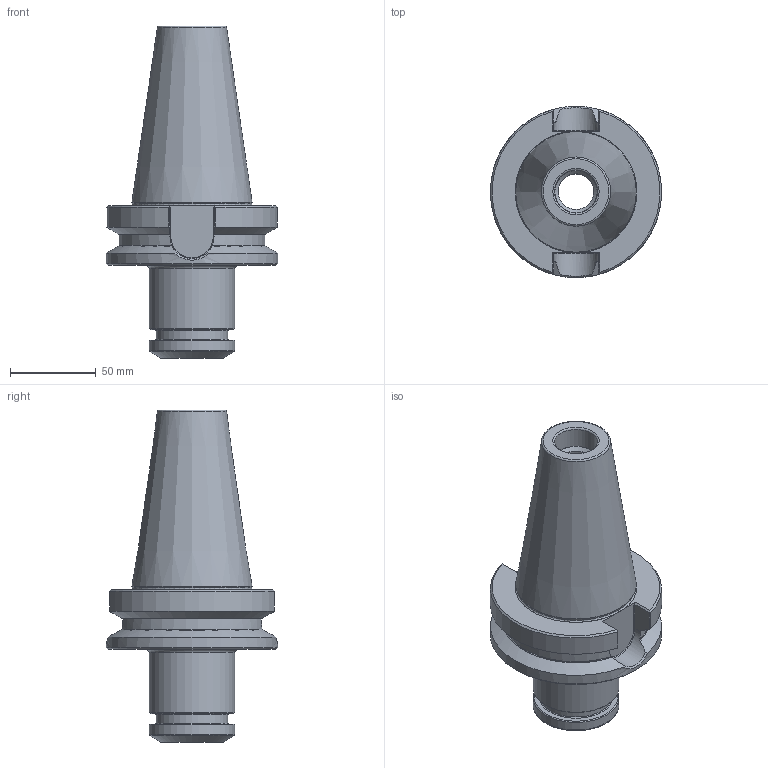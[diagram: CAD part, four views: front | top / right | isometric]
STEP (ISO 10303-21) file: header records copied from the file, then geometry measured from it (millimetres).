
FILE_DESCRIPTION(/* description */ (''),/* implementation_level */ '2;1');
FILE_NAME(/* name */ '215073250.stp',/* time_stamp */ '2021-01-08T12:32:23',/* author */ ('LRA'),/* organization */ ('REGO-FIX'),/* preprocessor_version */ ' Unknown',/* originating_system */ 'SIEMENS PLM Software Solid Edge ST10',/* authorization */ 'Unknown');
FILE_SCHEMA (('AUTOMOTIVE_DESIGN { 1 0 10303 214 2 1 1}'));
Length unit declared in the file: millimetre
Products named in the file (1): NOCUT
Bounding box: 100 x 100 x 193.8 mm (x, y, z)
Volume: 496604.5 mm3; surface area: 67532.9 mm2
Topology: 1 solids, 1 shells, 80 faces, 193 edges, 120 vertices
Faces by surface type: plane 31, cylinder 18, cone 15, torus 14, bspline 2
Full cylindrical faces by diameter (mm): 20.752 x2, 25 x1, 33 x1, 42 x1, 50 x2, 100 x1
Entity records: 2885 total; most frequent: CARTESIAN_POINT 590, DIRECTION 350, ORIENTED_EDGE 326, EDGE_CURVE 163, AXIS2_PLACEMENT_3D 147, VERTEX_POINT 115, EDGE_LOOP 112, FACE_BOUND 112
